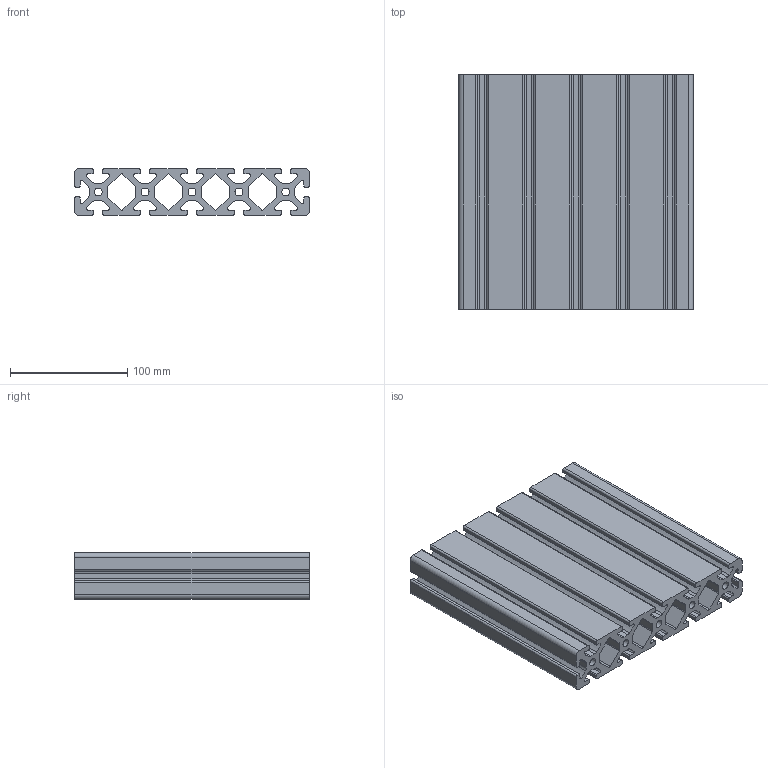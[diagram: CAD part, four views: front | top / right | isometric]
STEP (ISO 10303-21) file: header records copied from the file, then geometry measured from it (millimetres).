
FILE_DESCRIPTION(/* description */ ('Aluminiumprofil 200x40'),/* implementation_level */ '2;1');
FILE_NAME(/* name */ 'Syskomp 281299400 Aluminiumprofil 200x40.stp',/* time_stamp */ '2018-06-18T15:36:56+02:00',/* author */ ('wheldmann'),/* organization */ (''),/* preprocessor_version */ 'ST-DEVELOPER v16.1',/* originating_system */ 'Autodesk Inventor 2016',/* authorisation */ ' ');
FILE_SCHEMA (('AUTOMOTIVE_DESIGN { 1 0 10303 214 3 1 1 }'));
Length unit declared in the file: millimetre
Products named in the file (1): 281299400 Aluminiumprofil 200x40 - 200
Bounding box: 200 x 200 x 40 mm (x, y, z)
Volume: 790182.4 mm3; surface area: 281740.7 mm2
Topology: 1 solids, 1 shells, 255 faces, 759 edges, 506 vertices
Faces by surface type: cylinder 153, plane 102
Full cylindrical faces by diameter (mm): 6.8 x5
Entity records: 8714 total; most frequent: DIRECTION 1572, CARTESIAN_POINT 1516, ORIENTED_EDGE 1508, EDGE_CURVE 754, AXIS2_PLACEMENT_3D 562, VERTEX_POINT 506, LINE 448, VECTOR 448
